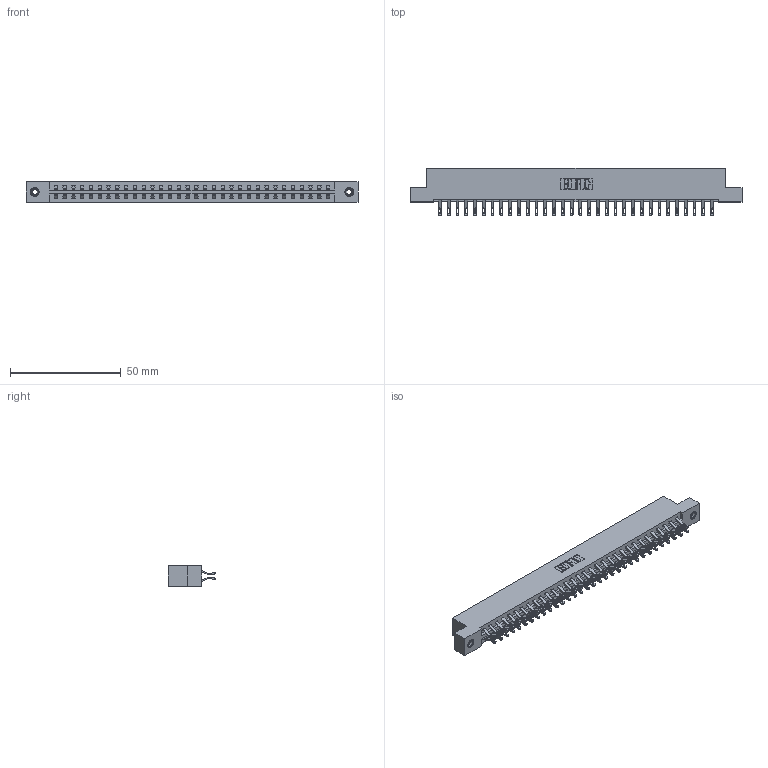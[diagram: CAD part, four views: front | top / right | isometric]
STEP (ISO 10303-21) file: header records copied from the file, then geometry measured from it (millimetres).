
FILE_DESCRIPTION (( 'STEP AP203' ), '1' );
FILE_NAME ('387-064-555-208.STEP', '2019-10-19T17:12:38', ( '' ), ( '' ), 'SwSTEP 2.0', 'SolidWorks 2016', '' );
FILE_SCHEMA (( 'CONFIG_CONTROL_DESIGN' ));
Length unit declared in the file: inch
Products named in the file (4): 345-250-001_345-250-003-102; 387-064-555-208; 337 Part_Flush Mounting Lugs - 0.156 Dia-TI; 345-292-001_555 Tail
Assembly tree (67 placements, depth 2):
  387-064-555-208
    337 Part_Flush Mounting Lugs - 0.156 Dia-TI
    345-292-001_555 Tail  x64
    345-250-001_345-250-003-102  x2
Bounding box: 149.81 x 21.47 x 9.4 mm (x, y, z)
Volume: 15834.1 mm3; surface area: 18526.8 mm2
Topology: 67 solids, 67 shells, 4014 faces, 12543 edges, 8354 vertices
Faces by surface type: plane 2406, cylinder 1592, cone 12, torus 4
Entity records: 27616 total; most frequent: CARTESIAN_POINT 4675, ORIENTED_EDGE 4574, DIRECTION 3997, EDGE_CURVE 2287, VECTOR 2119, LINE 2119, VERTEX_POINT 1520, AXIS2_PLACEMENT_3D 939
